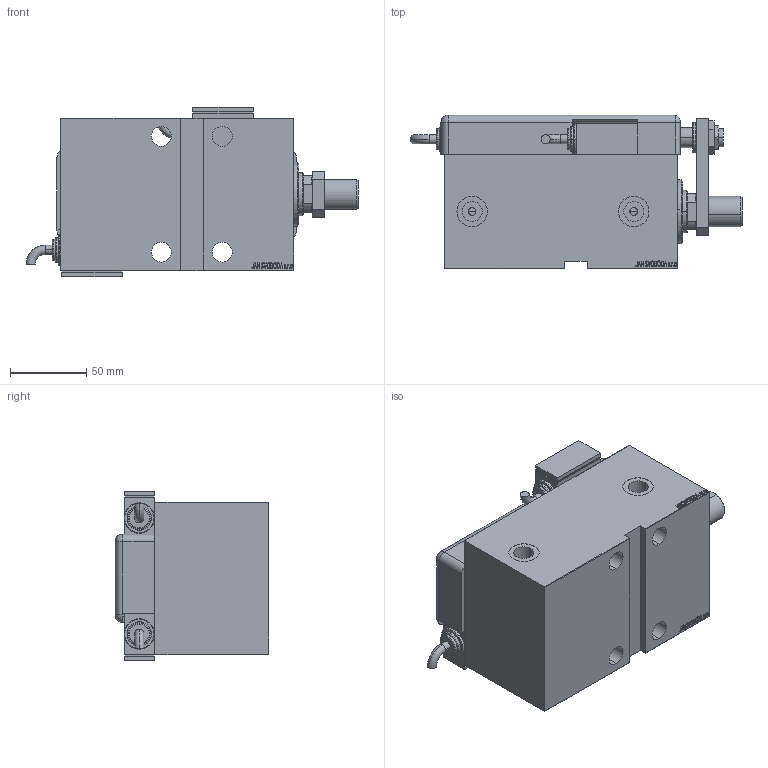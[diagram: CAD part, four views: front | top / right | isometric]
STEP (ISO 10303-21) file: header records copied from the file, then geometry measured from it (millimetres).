
FILE_DESCRIPTION (( 'STEP AP203' ), '1' );
FILE_NAME ('19b2.STEP', '2024-02-11T09:24:46', ( '' ), ( '' ), 'SwSTEP 2.0', 'SolidWorks 2019', '' );
FILE_SCHEMA (( 'CONFIG_CONTROL_DESIGN' ));
Length unit declared in the file: millimetre
Products named in the file (15): ZARAZKA_Q c2731d42b941922c98674528e44c996d; SWITCH Q c2731d42b941922c98674528e44c996d; NUT_D13 c2731d42b941922c98674528e44c996d; MAGNETIC SWITCH Q c2731d42b941922c98674528e44c996d; 19b2; V450CM_VC_G c2731d42b941922c98674528e44c996d; SWITCH_Q_FRONT_BACK c2731d42b941922c98674528e44c996d; V450CM_MALE_METRIC c2731d42b941922c98674528e44c996d; NUT_D19 c2731d42b941922c98674528e44c996d; TYC c2731d42b941922c98674528e44c996d; V450CM_G_Body c2731d42b941922c98674528e44c996d; Zatka_OIL_PORT c2731d42b941922c98674528e44c996d; V450CM_G_VCP c2731d42b941922c98674528e44c996d; KRYT c2731d42b941922c98674528e44c996d; SWITCH DIM A_G c2731d42b941922c98674528e44c996d
Assembly tree (16 placements, depth 3):
  19b2
    V450CM_G_Body c2731d42b941922c98674528e44c996d
    V450CM_G_VCP c2731d42b941922c98674528e44c996d
    V450CM_VC_G c2731d42b941922c98674528e44c996d
    MAGNETIC SWITCH Q c2731d42b941922c98674528e44c996d
      SWITCH_Q_FRONT_BACK c2731d42b941922c98674528e44c996d
      TYC c2731d42b941922c98674528e44c996d
      ZARAZKA_Q c2731d42b941922c98674528e44c996d
      SWITCH DIM A_G c2731d42b941922c98674528e44c996d
      NUT_D19 c2731d42b941922c98674528e44c996d
      NUT_D13 c2731d42b941922c98674528e44c996d
      KRYT c2731d42b941922c98674528e44c996d
      SWITCH Q c2731d42b941922c98674528e44c996d  x2
    V450CM_MALE_METRIC c2731d42b941922c98674528e44c996d
    Zatka_OIL_PORT c2731d42b941922c98674528e44c996d  x2
Bounding box: 217.76 x 100.8 x 111 mm (x, y, z)
Volume: 1144889.4 mm3; surface area: 207359.5 mm2
Topology: 16 solids, 16 shells, 1292 faces, 3262 edges, 2147 vertices
Faces by surface type: plane 650, bspline 471, cylinder 115, cone 30, torus 24, sphere 2
Entity records: 60123 total; most frequent: CARTESIAN_POINT 31695, ORIENTED_EDGE 6248, DIRECTION 3998, EDGE_CURVE 3124, VERTEX_POINT 2063, VECTOR 1878, LINE 1878, EDGE_LOOP 1405
